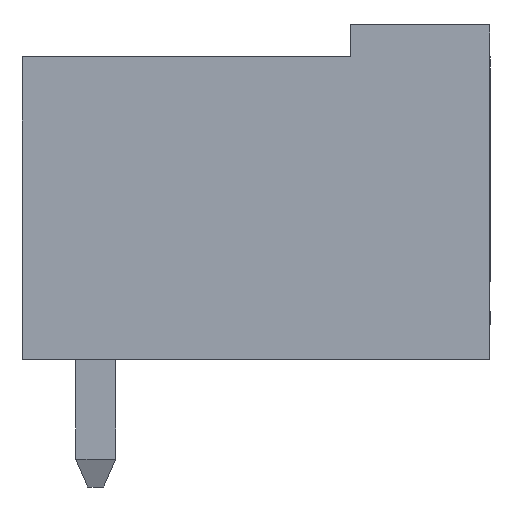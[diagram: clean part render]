
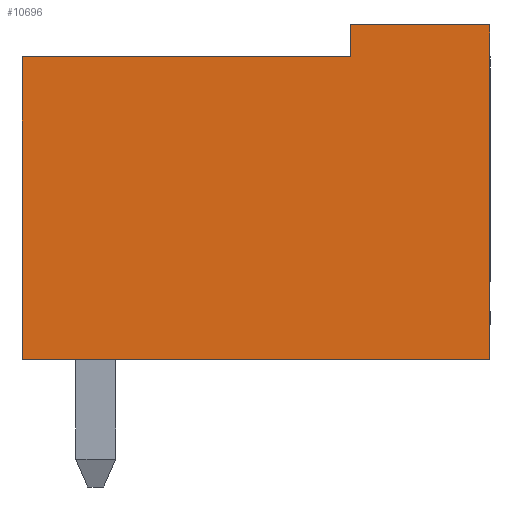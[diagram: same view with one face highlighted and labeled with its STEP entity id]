
A CAD part, left-side view. The second image highlights one B-rep face of the part: STEP entity #10696.
In plain terms, the highlighted planar face has unit normal (-1, 0, 0).
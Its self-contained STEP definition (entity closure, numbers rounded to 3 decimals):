
#10686=AXIS2_PLACEMENT_3D('Plane Axis2P3D',#10683,#10684,#10685) ;
#301=CARTESIAN_POINT('Vertex',(0.,0.,11.6)) ;
#304=CARTESIAN_POINT('Line Origine',(0.,0.,7.4)) ;
#308=CARTESIAN_POINT('Vertex',(0.,0.,3.2)) ;
#1491=CARTESIAN_POINT('Vertex',(0.,3.5,11.6)) ;
#1494=CARTESIAN_POINT('Line Origine',(0.,1.75,11.6)) ;
#1905=CARTESIAN_POINT('Vertex',(0.,11.75,10.8)) ;
#1908=CARTESIAN_POINT('Line Origine',(0.,7.625,10.8)) ;
#1912=CARTESIAN_POINT('Vertex',(0.,3.5,10.8)) ;
#2707=CARTESIAN_POINT('Vertex',(0.,11.75,3.2)) ;
#2710=CARTESIAN_POINT('Line Origine',(0.,11.75,7.)) ;
#3065=CARTESIAN_POINT('Line Origine',(0.,5.875,3.2)) ;
#10390=CARTESIAN_POINT('Line Origine',(0.,3.5,11.2)) ;
#10683=CARTESIAN_POINT('Axis2P3D Location',(0.,0.,0.)) ;
#305=DIRECTION('Vector Direction',(0.,0.,-1.)) ;
#1495=DIRECTION('Vector Direction',(0.,-1.,0.)) ;
#1909=DIRECTION('Vector Direction',(0.,-1.,0.)) ;
#2711=DIRECTION('Vector Direction',(0.,0.,1.)) ;
#3066=DIRECTION('Vector Direction',(0.,1.,0.)) ;
#10391=DIRECTION('Vector Direction',(0.,0.,1.)) ;
#10684=DIRECTION('Axis2P3D Direction',(-1.,0.,0.)) ;
#10685=DIRECTION('Axis2P3D XDirection',(0.,-1.,0.)) ;
#306=VECTOR('Line Direction',#305,1.) ;
#1496=VECTOR('Line Direction',#1495,1.) ;
#1910=VECTOR('Line Direction',#1909,1.) ;
#2712=VECTOR('Line Direction',#2711,1.) ;
#3067=VECTOR('Line Direction',#3066,1.) ;
#10392=VECTOR('Line Direction',#10391,1.) ;
#10689=ORIENTED_EDGE('',*,*,#10394,.T.) ;
#10690=ORIENTED_EDGE('',*,*,#1914,.T.) ;
#10691=ORIENTED_EDGE('',*,*,#2714,.T.) ;
#10692=ORIENTED_EDGE('',*,*,#3069,.T.) ;
#10693=ORIENTED_EDGE('',*,*,#310,.T.) ;
#10694=ORIENTED_EDGE('',*,*,#1498,.T.) ;
#10696=ADVANCED_FACE('HOUSING',(#10695),#10687,.T.) ;
#310=EDGE_CURVE('',#309,#302,#307,.F.) ;
#1498=EDGE_CURVE('',#302,#1492,#1497,.F.) ;
#1914=EDGE_CURVE('',#1913,#1906,#1911,.F.) ;
#2714=EDGE_CURVE('',#1906,#2708,#2713,.F.) ;
#3069=EDGE_CURVE('',#2708,#309,#3068,.F.) ;
#10394=EDGE_CURVE('',#1492,#1913,#10393,.F.) ;
#10688=EDGE_LOOP('',(#10689,#10690,#10691,#10692,#10693,#10694)) ;
#10695=FACE_OUTER_BOUND('',#10688,.T.) ;
#307=LINE('Line',#304,#306) ;
#1497=LINE('Line',#1494,#1496) ;
#1911=LINE('Line',#1908,#1910) ;
#2713=LINE('Line',#2710,#2712) ;
#3068=LINE('Line',#3065,#3067) ;
#10393=LINE('Line',#10390,#10392) ;
#10687=PLANE('',#10686) ;
#302=VERTEX_POINT('',#301) ;
#309=VERTEX_POINT('',#308) ;
#1492=VERTEX_POINT('',#1491) ;
#1906=VERTEX_POINT('',#1905) ;
#1913=VERTEX_POINT('',#1912) ;
#2708=VERTEX_POINT('',#2707) ;
